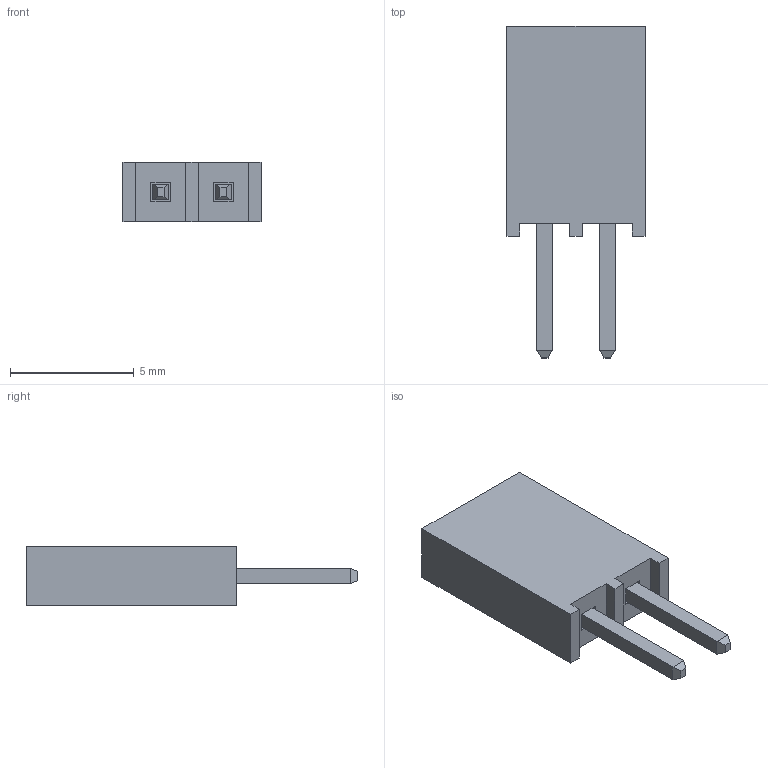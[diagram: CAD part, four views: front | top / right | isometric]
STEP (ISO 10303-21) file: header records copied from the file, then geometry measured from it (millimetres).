
FILE_DESCRIPTION( ( 'STEP AP203' ), '1' );
FILE_NAME( 'SSQ-102-02-G-S.stp', '2021-05-10T10:39:07', ( 'License CC BY-ND 4.0' ), ( 'CADENAS' ), ' ', 'PARTsolutions', ' ' );
FILE_SCHEMA( ( 'CONFIG_CONTROL_DESIGN' ) );
Length unit declared in the file: inch
Products named in the file (3): SSQ-102-02-G-S; _T1SSQ-102-02-G-S; _P2SSQ-102-02-G-S
Assembly tree (2 placements, depth 2):
  SSQ-102-02-G-S
    _T1SSQ-102-02-G-S
    _P2SSQ-102-02-G-S
Bounding box: 5.59 x 13.44 x 2.41 mm (x, y, z)
Volume: 105 mm3; surface area: 250.5 mm2
Topology: 2 solids, 2 shells, 46 faces, 120 edges, 80 vertices
Faces by surface type: plane 46
Entity records: 1500 total; most frequent: CARTESIAN_POINT 249, ORIENTED_EDGE 240, DIRECTION 218, EDGE_CURVE 120, LINE 120, VECTOR 120, VERTEX_POINT 80, EDGE_LOOP 52
